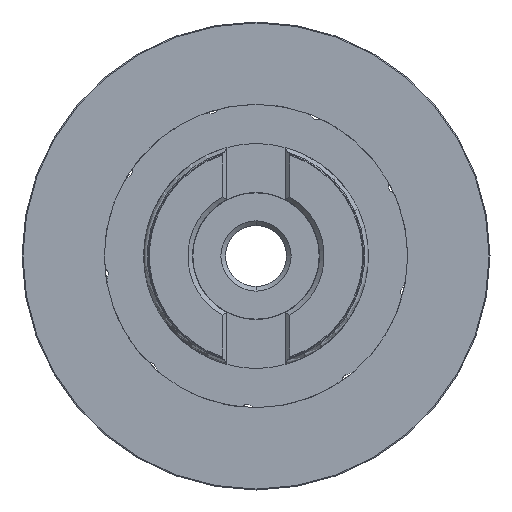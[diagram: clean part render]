
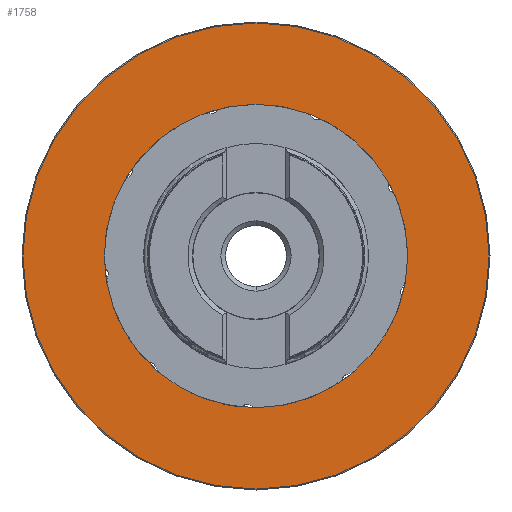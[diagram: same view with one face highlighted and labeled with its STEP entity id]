
A CAD part, left-side view. The second image highlights one B-rep face of the part: STEP entity #1758.
In plain terms, the highlighted planar face has unit normal (-1, 0, 0).
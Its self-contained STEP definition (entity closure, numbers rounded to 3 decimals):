
#71 = DIRECTION ( 'NONE',  ( 0., 0., -1. ) ) ;
#91 = VERTEX_POINT ( 'NONE', #1736 ) ;
#221 = DIRECTION ( 'NONE',  ( 1., 0., 0. ) ) ;
#309 = EDGE_LOOP ( 'NONE', ( #1967, #5247 ) ) ;
#335 = CARTESIAN_POINT ( 'NONE',  ( -2.775, 0., 0. ) ) ;
#479 = VERTEX_POINT ( 'NONE', #4888 ) ;
#585 = CIRCLE ( 'NONE', #1785, 32.398 ) ;
#983 = DIRECTION ( 'NONE',  ( 0., 0., -1. ) ) ;
#1422 = FACE_BOUND ( 'NONE', #309, .T. ) ;
#1472 = ORIENTED_EDGE ( 'NONE', *, *, #5634, .F. ) ;
#1598 = DIRECTION ( 'NONE',  ( 0., 0., -1. ) ) ;
#1736 = CARTESIAN_POINT ( 'NONE',  ( -2.775, 0., 32.398 ) ) ;
#1758 = ADVANCED_FACE ( 'NONE', ( #3323, #1422 ), #1873, .F. ) ;
#1785 = AXIS2_PLACEMENT_3D ( 'NONE', #3811, #4963, #1598 ) ;
#1797 = EDGE_CURVE ( 'NONE', #479, #91, #3156, .T. ) ;
#1873 = PLANE ( 'NONE',  #6117 ) ;
#1967 = ORIENTED_EDGE ( 'NONE', *, *, #1797, .T. ) ;
#2294 = CARTESIAN_POINT ( 'NONE',  ( -2.775, 0., 0. ) ) ;
#2380 = ORIENTED_EDGE ( 'NONE', *, *, #4086, .F. ) ;
#2541 = EDGE_LOOP ( 'NONE', ( #2380, #1472 ) ) ;
#2569 = DIRECTION ( 'NONE',  ( 0., 0., -1. ) ) ;
#2819 = VERTEX_POINT ( 'NONE', #6475 ) ;
#3156 = CIRCLE ( 'NONE', #5768, 32.398 ) ;
#3190 = AXIS2_PLACEMENT_3D ( 'NONE', #335, #4224, #983 ) ;
#3323 = FACE_OUTER_BOUND ( 'NONE', #2541, .T. ) ;
#3326 = EDGE_CURVE ( 'NONE', #91, #479, #585, .T. ) ;
#3423 = DIRECTION ( 'NONE',  ( 1., 0., 0. ) ) ;
#3811 = CARTESIAN_POINT ( 'NONE',  ( -2.775, 0., 0. ) ) ;
#3846 = CIRCLE ( 'NONE', #6957, 49.8 ) ;
#4086 = EDGE_CURVE ( 'NONE', #5122, #2819, #6090, .T. ) ;
#4224 = DIRECTION ( 'NONE',  ( 1., 0., 0. ) ) ;
#4888 = CARTESIAN_POINT ( 'NONE',  ( -2.775, 0., -32.398 ) ) ;
#4963 = DIRECTION ( 'NONE',  ( 1., 0., 0. ) ) ;
#5122 = VERTEX_POINT ( 'NONE', #6387 ) ;
#5247 = ORIENTED_EDGE ( 'NONE', *, *, #3326, .T. ) ;
#5634 = EDGE_CURVE ( 'NONE', #2819, #5122, #3846, .T. ) ;
#5714 = CARTESIAN_POINT ( 'NONE',  ( -2.775, -49.8, 0. ) ) ;
#5757 = DIRECTION ( 'NONE',  ( 0., 0., -1. ) ) ;
#5768 = AXIS2_PLACEMENT_3D ( 'NONE', #2294, #3423, #71 ) ;
#6090 = CIRCLE ( 'NONE', #3190, 49.8 ) ;
#6117 = AXIS2_PLACEMENT_3D ( 'NONE', #5714, #221, #2569 ) ;
#6281 = DIRECTION ( 'NONE',  ( 1., 0., 0. ) ) ;
#6387 = CARTESIAN_POINT ( 'NONE',  ( -2.775, 0., -49.8 ) ) ;
#6475 = CARTESIAN_POINT ( 'NONE',  ( -2.775, 0., 49.8 ) ) ;
#6785 = CARTESIAN_POINT ( 'NONE',  ( -2.775, 0., 0. ) ) ;
#6957 = AXIS2_PLACEMENT_3D ( 'NONE', #6785, #6281, #5757 ) ;
